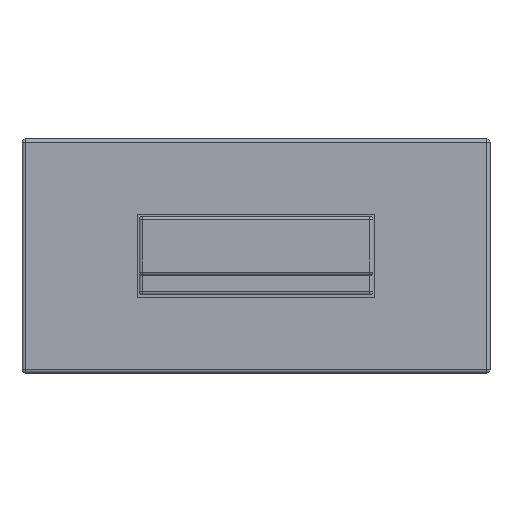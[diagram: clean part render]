
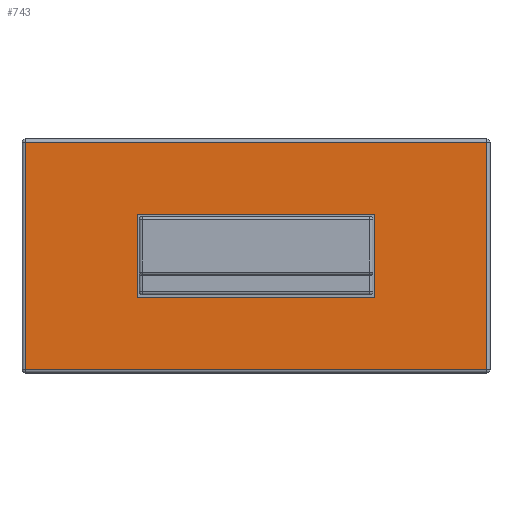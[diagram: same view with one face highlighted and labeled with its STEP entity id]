
A CAD part, top view. The second image highlights one B-rep face of the part: STEP entity #743.
In plain terms, the highlighted face is planar.
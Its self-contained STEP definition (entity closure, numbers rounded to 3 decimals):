
#5 = ORIENTED_EDGE ( 'NONE', *, *, #512, .F. ) ;
#47 = CARTESIAN_POINT ( 'NONE',  ( -30.5, 9., -10.55 ) ) ;
#73 = CARTESIAN_POINT ( 'NONE',  ( -30.5, 9., 10.55 ) ) ;
#88 = VECTOR ( 'NONE', #543, 1000. ) ;
#101 = EDGE_CURVE ( 'NONE', #1250, #1931, #196, .T. ) ;
#118 = CARTESIAN_POINT ( 'NONE',  ( 30.5, 9., 10.55 ) ) ;
#152 = ORIENTED_EDGE ( 'NONE', *, *, #642, .T. ) ;
#153 = DIRECTION ( 'NONE',  ( 0., 0., -1. ) ) ;
#196 = LINE ( 'NONE', #118, #1376 ) ;
#231 = LINE ( 'NONE', #1590, #1818 ) ;
#257 = CARTESIAN_POINT ( 'NONE',  ( -59.2, 9., -29.2 ) ) ;
#267 = DIRECTION ( 'NONE',  ( 1., 0., 0. ) ) ;
#352 = DIRECTION ( 'NONE',  ( -1., 0., 0. ) ) ;
#358 = ORIENTED_EDGE ( 'NONE', *, *, #1327, .F. ) ;
#365 = CARTESIAN_POINT ( 'NONE',  ( 59.2, 9., -29.2 ) ) ;
#367 = VECTOR ( 'NONE', #267, 1000. ) ;
#481 = DIRECTION ( 'NONE',  ( 0., 0., 1. ) ) ;
#483 = LINE ( 'NONE', #47, #1195 ) ;
#512 = EDGE_CURVE ( 'NONE', #1931, #1728, #483, .T. ) ;
#519 = CARTESIAN_POINT ( 'NONE',  ( -59.2, 9., 29.2 ) ) ;
#543 = DIRECTION ( 'NONE',  ( -1., 0., 0. ) ) ;
#554 = LINE ( 'NONE', #1457, #88 ) ;
#621 = CARTESIAN_POINT ( 'NONE',  ( -30.5, 9., 10.55 ) ) ;
#642 = EDGE_CURVE ( 'NONE', #1081, #1119, #231, .T. ) ;
#660 = EDGE_LOOP ( 'NONE', ( #5, #1193, #358, #765 ) ) ;
#674 = CARTESIAN_POINT ( 'NONE',  ( 0., 9., 0. ) ) ;
#676 = ORIENTED_EDGE ( 'NONE', *, *, #1957, .T. ) ;
#730 = CARTESIAN_POINT ( 'NONE',  ( 30.5, 9., 10.55 ) ) ;
#743 = ADVANCED_FACE ( 'NONE', ( #946, #899 ), #1593, .F. ) ;
#765 = ORIENTED_EDGE ( 'NONE', *, *, #1264, .F. ) ;
#871 = EDGE_LOOP ( 'NONE', ( #1948, #975, #152, #676 ) ) ;
#880 = CARTESIAN_POINT ( 'NONE',  ( -30.5, 9., 10.55 ) ) ;
#886 = CARTESIAN_POINT ( 'NONE',  ( 0., 9., 29.2 ) ) ;
#899 = FACE_OUTER_BOUND ( 'NONE', #871, .T. ) ;
#909 = VERTEX_POINT ( 'NONE', #73 ) ;
#920 = CARTESIAN_POINT ( 'NONE',  ( -59.2, 9., 0. ) ) ;
#946 = FACE_BOUND ( 'NONE', #660, .T. ) ;
#957 = CARTESIAN_POINT ( 'NONE',  ( 59.2, 9., 29.2 ) ) ;
#975 = ORIENTED_EDGE ( 'NONE', *, *, #1686, .T. ) ;
#1016 = VECTOR ( 'NONE', #1713, 1000. ) ;
#1072 = AXIS2_PLACEMENT_3D ( 'NONE', #674, #1789, #1220 ) ;
#1076 = LINE ( 'NONE', #880, #1016 ) ;
#1081 = VERTEX_POINT ( 'NONE', #957 ) ;
#1119 = VERTEX_POINT ( 'NONE', #365 ) ;
#1193 = ORIENTED_EDGE ( 'NONE', *, *, #101, .F. ) ;
#1195 = VECTOR ( 'NONE', #352, 1000. ) ;
#1220 = DIRECTION ( 'NONE',  ( 0., 0., -1. ) ) ;
#1224 = LINE ( 'NONE', #920, #1687 ) ;
#1230 = DIRECTION ( 'NONE',  ( 0., 0., 1. ) ) ;
#1245 = CARTESIAN_POINT ( 'NONE',  ( -30.5, 9., -10.55 ) ) ;
#1250 = VERTEX_POINT ( 'NONE', #730 ) ;
#1264 = EDGE_CURVE ( 'NONE', #1728, #909, #1988, .T. ) ;
#1327 = EDGE_CURVE ( 'NONE', #909, #1250, #1076, .T. ) ;
#1368 = DIRECTION ( 'NONE',  ( 0., 0., -1. ) ) ;
#1376 = VECTOR ( 'NONE', #153, 1000. ) ;
#1447 = CARTESIAN_POINT ( 'NONE',  ( 30.5, 9., -10.55 ) ) ;
#1457 = CARTESIAN_POINT ( 'NONE',  ( 0., 9., -29.2 ) ) ;
#1590 = CARTESIAN_POINT ( 'NONE',  ( 59.2, 9., 0. ) ) ;
#1593 = PLANE ( 'NONE',  #1072 ) ;
#1683 = EDGE_CURVE ( 'NONE', #1994, #1848, #1224, .T. ) ;
#1686 = EDGE_CURVE ( 'NONE', #1848, #1081, #2002, .T. ) ;
#1687 = VECTOR ( 'NONE', #1230, 1000. ) ;
#1713 = DIRECTION ( 'NONE',  ( 1., 0., 0. ) ) ;
#1728 = VERTEX_POINT ( 'NONE', #1245 ) ;
#1789 = DIRECTION ( 'NONE',  ( 0., -1., 0. ) ) ;
#1818 = VECTOR ( 'NONE', #1368, 1000. ) ;
#1848 = VERTEX_POINT ( 'NONE', #519 ) ;
#1885 = VECTOR ( 'NONE', #481, 1000. ) ;
#1931 = VERTEX_POINT ( 'NONE', #1447 ) ;
#1948 = ORIENTED_EDGE ( 'NONE', *, *, #1683, .T. ) ;
#1957 = EDGE_CURVE ( 'NONE', #1119, #1994, #554, .T. ) ;
#1988 = LINE ( 'NONE', #621, #1885 ) ;
#1994 = VERTEX_POINT ( 'NONE', #257 ) ;
#2002 = LINE ( 'NONE', #886, #367 ) ;
